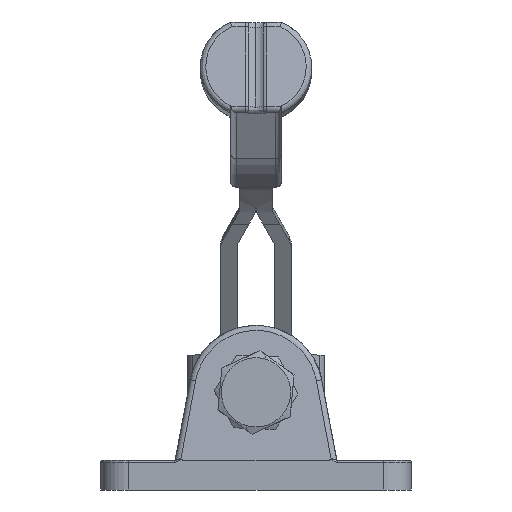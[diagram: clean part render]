
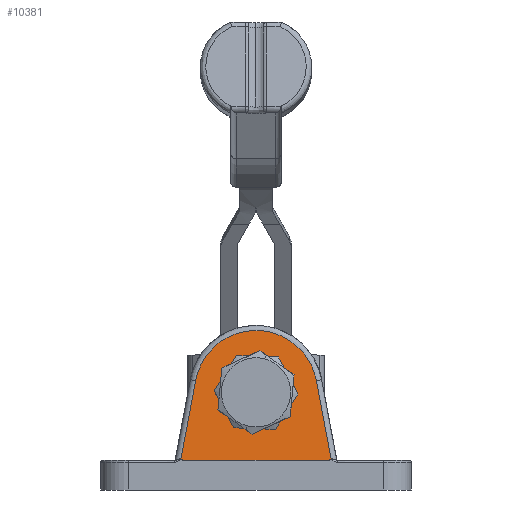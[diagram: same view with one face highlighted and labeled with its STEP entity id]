
A CAD part, left-side view. The second image highlights one B-rep face of the part: STEP entity #10381.
In plain terms, the highlighted planar face has unit normal (-0.996, 0, 0.087).
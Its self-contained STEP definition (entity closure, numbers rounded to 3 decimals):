
#1124 = CARTESIAN_POINT ( 'NONE',  ( 0., 55.6, 5.3 ) ) ;
#1125 = PLANE ( 'NONE',  #66582 ) ;
#1130 = DIRECTION ( 'NONE',  ( 0.996, 0., -0.087 ) ) ;
#1131 = DIRECTION ( 'NONE',  ( -0.087, 0., -0.996 ) ) ;
#2230 = CARTESIAN_POINT ( 'NONE',  ( 0.512, 27.8, 11.15 ) ) ;
#2242 = CARTESIAN_POINT ( 'NONE',  ( 1.623, 27.8, 23.85 ) ) ;
#2279 = CARTESIAN_POINT ( 'NONE',  ( 0.024, 14.353, 5.574 ) ) ;
#2285 = CARTESIAN_POINT ( 'NONE',  ( 1.253, 38.611, 19.617 ) ) ;
#2287 = CARTESIAN_POINT ( 'NONE',  ( 0.024, 41.247, 5.574 ) ) ;
#2298 = CARTESIAN_POINT ( 'NONE',  ( 1.253, 16.989, 19.617 ) ) ;
#2333 = CARTESIAN_POINT ( 'NONE',  ( 0.018, 14.486, 5.504 ) ) ;
#2342 = CARTESIAN_POINT ( 'NONE',  ( 0.001, 14.678, 5.313 ) ) ;
#2344 = CARTESIAN_POINT ( 'NONE',  ( 0.018, 41.114, 5.504 ) ) ;
#2356 = CARTESIAN_POINT ( 'NONE',  ( 0.001, 40.922, 5.313 ) ) ;
#10381 = ADVANCED_FACE ( 'NONE', ( #39099, #39134 ), #1125, .F. ) ;
#24332 = EDGE_LOOP ( 'NONE', ( #43326, #43328, #43331, #43333, #43335, #43337, #43339, #43341 ) ) ;
#26182 = EDGE_CURVE ( 'NONE', #44460, #44462, #45838, .T. ) ;
#26223 = EDGE_CURVE ( 'NONE', #44567, #44539, #52261, .T. ) ;
#26224 = EDGE_CURVE ( 'NONE', #44539, #44563, #45863, .T. ) ;
#26226 = EDGE_CURVE ( 'NONE', #44563, #44550, #52265, .T. ) ;
#26231 = EDGE_CURVE ( 'NONE', #44462, #44460, #45868, .T. ) ;
#26277 = EDGE_CURVE ( 'NONE', #44655, #44668, #45881, .T. ) ;
#26278 = EDGE_CURVE ( 'NONE', #44655, #44550, #45882, .T. ) ;
#26279 = EDGE_CURVE ( 'NONE', #44567, #44674, #45883, .T. ) ;
#26280 = EDGE_CURVE ( 'NONE', #44670, #44674, #45884, .T. ) ;
#26281 = EDGE_CURVE ( 'NONE', #44668, #44670, #52324, .T. ) ;
#39099 = FACE_BOUND ( 'NONE', #51732, .T. ) ;
#39134 = FACE_OUTER_BOUND ( 'NONE', #24332, .T. ) ;
#43322 = ORIENTED_EDGE ( 'NONE', *, *, #26231, .F. ) ;
#43324 = ORIENTED_EDGE ( 'NONE', *, *, #26182, .F. ) ;
#43326 = ORIENTED_EDGE ( 'NONE', *, *, #26277, .F. ) ;
#43328 = ORIENTED_EDGE ( 'NONE', *, *, #26278, .T. ) ;
#43331 = ORIENTED_EDGE ( 'NONE', *, *, #26226, .F. ) ;
#43333 = ORIENTED_EDGE ( 'NONE', *, *, #26224, .F. ) ;
#43335 = ORIENTED_EDGE ( 'NONE', *, *, #26223, .F. ) ;
#43337 = ORIENTED_EDGE ( 'NONE', *, *, #26279, .T. ) ;
#43339 = ORIENTED_EDGE ( 'NONE', *, *, #26280, .F. ) ;
#43341 = ORIENTED_EDGE ( 'NONE', *, *, #26281, .F. ) ;
#44460 = VERTEX_POINT ( 'NONE', #2230 ) ;
#44462 = VERTEX_POINT ( 'NONE', #2242 ) ;
#44539 = VERTEX_POINT ( 'NONE', #2285 ) ;
#44550 = VERTEX_POINT ( 'NONE', #2279 ) ;
#44563 = VERTEX_POINT ( 'NONE', #2298 ) ;
#44567 = VERTEX_POINT ( 'NONE', #2287 ) ;
#44655 = VERTEX_POINT ( 'NONE', #2333 ) ;
#44668 = VERTEX_POINT ( 'NONE', #2342 ) ;
#44670 = VERTEX_POINT ( 'NONE', #2356 ) ;
#44674 = VERTEX_POINT ( 'NONE', #2344 ) ;
#45838 =( BOUNDED_CURVE ( )  B_SPLINE_CURVE ( 3, ( #61624, #61622, #61613, #61626 ),
 .UNSPECIFIED., .F., .F. ) 
 B_SPLINE_CURVE_WITH_KNOTS ( ( 4, 4 ),
 ( 0., 3.142 ),
 .UNSPECIFIED. ) 
 CURVE ( )  GEOMETRIC_REPRESENTATION_ITEM ( )  RATIONAL_B_SPLINE_CURVE ( ( 1., 0.333, 0.333, 1. ) ) 
 REPRESENTATION_ITEM ( '' )  );
#45863 = B_SPLINE_CURVE_WITH_KNOTS ( 'NONE', 3,
 ( #62000, #61984, #62004, #62005, #62006, #62007, #62008, #62009, #62010, #62011, #62012 ),
 .UNSPECIFIED., .F., .F.,
 ( 4, 1, 1, 1, 1, 1, 1, 1, 4 ),
 ( 0., 0.125, 0.25, 0.375, 0.5, 0.625, 0.75, 0.875, 1. ),
 .UNSPECIFIED. ) ;
#45868 =( BOUNDED_CURVE ( )  B_SPLINE_CURVE ( 3, ( #62039, #62038, #62044, #62045 ),
 .UNSPECIFIED., .F., .F. ) 
 B_SPLINE_CURVE_WITH_KNOTS ( ( 4, 4 ),
 ( 3.142, 6.283 ),
 .UNSPECIFIED. ) 
 CURVE ( )  GEOMETRIC_REPRESENTATION_ITEM ( )  RATIONAL_B_SPLINE_CURVE ( ( 1., 0.333, 0.333, 1. ) ) 
 REPRESENTATION_ITEM ( '' )  );
#45881 = B_SPLINE_CURVE_WITH_KNOTS ( 'NONE', 3,
 ( #62181, #62176, #62178, #62183, #62184, #62185, #62186, #62187, #62188, #62189 ),
 .UNSPECIFIED., .F., .F.,
 ( 4, 2, 2, 2, 4 ),
 ( 0., 0., 0., 0., 0. ),
 .UNSPECIFIED. ) ;
#45882 = B_SPLINE_CURVE_WITH_KNOTS ( 'NONE', 3,
 ( #62191, #62177, #62193, #62194 ),
 .UNSPECIFIED., .F., .F.,
 ( 4, 4 ),
 ( 0., 1. ),
 .UNSPECIFIED. ) ;
#45883 = B_SPLINE_CURVE_WITH_KNOTS ( 'NONE', 3,
 ( #62182, #62190, #62197, #62198 ),
 .UNSPECIFIED., .F., .F.,
 ( 4, 4 ),
 ( 0., 1. ),
 .UNSPECIFIED. ) ;
#45884 = B_SPLINE_CURVE_WITH_KNOTS ( 'NONE', 3,
 ( #62192, #62195, #62201, #62202, #62203, #62204, #62205, #62206, #62207, #62208 ),
 .UNSPECIFIED., .F., .F.,
 ( 4, 2, 2, 2, 4 ),
 ( 0., 0., 0., 0., 0. ),
 .UNSPECIFIED. ) ;
#51732 = EDGE_LOOP ( 'NONE', ( #43322, #43324 ) ) ;
#52261 = LINE ( 'NONE', #61986, #52262 ) ;
#52262 = VECTOR ( 'NONE', #61999, 1000. ) ;
#52264 = VECTOR ( 'NONE', #62019, 1000. ) ;
#52265 = LINE ( 'NONE', #62013, #52264 ) ;
#52320 = VECTOR ( 'NONE', #62199, 1000. ) ;
#52324 = LINE ( 'NONE', #62200, #52320 ) ;
#61613 = CARTESIAN_POINT ( 'NONE',  ( 1.623, 15.1, 23.85 ) ) ;
#61622 = CARTESIAN_POINT ( 'NONE',  ( 0.512, 15.1, 11.15 ) ) ;
#61624 = CARTESIAN_POINT ( 'NONE',  ( 0.512, 27.8, 11.15 ) ) ;
#61626 = CARTESIAN_POINT ( 'NONE',  ( 1.623, 27.8, 23.85 ) ) ;
#61984 = CARTESIAN_POINT ( 'NONE',  ( 1.362, 38.377, 20.865 ) ) ;
#61986 = CARTESIAN_POINT ( 'NONE',  ( 0.024, 41.247, 5.574 ) ) ;
#61999 = DIRECTION ( 'NONE',  ( 0.086, -0.184, 0.979 ) ) ;
#62000 = CARTESIAN_POINT ( 'NONE',  ( 1.253, 38.611, 19.617 ) ) ;
#62004 = CARTESIAN_POINT ( 'NONE',  ( 1.573, 37.472, 23.278 ) ) ;
#62005 = CARTESIAN_POINT ( 'NONE',  ( 1.831, 34.966, 26.223 ) ) ;
#62006 = CARTESIAN_POINT ( 'NONE',  ( 1.999, 31.609, 28.143 ) ) ;
#62007 = CARTESIAN_POINT ( 'NONE',  ( 2.057, 27.8, 28.809 ) ) ;
#62008 = CARTESIAN_POINT ( 'NONE',  ( 1.999, 23.991, 28.143 ) ) ;
#62009 = CARTESIAN_POINT ( 'NONE',  ( 1.831, 20.634, 26.223 ) ) ;
#62010 = CARTESIAN_POINT ( 'NONE',  ( 1.573, 18.128, 23.278 ) ) ;
#62011 = CARTESIAN_POINT ( 'NONE',  ( 1.362, 17.223, 20.865 ) ) ;
#62012 = CARTESIAN_POINT ( 'NONE',  ( 1.253, 16.989, 19.617 ) ) ;
#62013 = CARTESIAN_POINT ( 'NONE',  ( 1.253, 16.989, 19.617 ) ) ;
#62019 = DIRECTION ( 'NONE',  ( -0.086, -0.184, -0.979 ) ) ;
#62038 = CARTESIAN_POINT ( 'NONE',  ( 1.623, 40.5, 23.85 ) ) ;
#62039 = CARTESIAN_POINT ( 'NONE',  ( 1.623, 27.8, 23.85 ) ) ;
#62044 = CARTESIAN_POINT ( 'NONE',  ( 0.512, 40.5, 11.15 ) ) ;
#62045 = CARTESIAN_POINT ( 'NONE',  ( 0.512, 27.8, 11.15 ) ) ;
#62176 = CARTESIAN_POINT ( 'NONE',  ( 0.016, 14.528, 5.483 ) ) ;
#62177 = CARTESIAN_POINT ( 'NONE',  ( 0.02, 14.441, 5.528 ) ) ;
#62178 = CARTESIAN_POINT ( 'NONE',  ( 0.014, 14.565, 5.456 ) ) ;
#62181 = CARTESIAN_POINT ( 'NONE',  ( 0.018, 14.486, 5.504 ) ) ;
#62182 = CARTESIAN_POINT ( 'NONE',  ( 0.024, 41.247, 5.574 ) ) ;
#62183 = CARTESIAN_POINT ( 'NONE',  ( 0.01, 14.617, 5.409 ) ) ;
#62184 = CARTESIAN_POINT ( 'NONE',  ( 0.008, 14.633, 5.392 ) ) ;
#62185 = CARTESIAN_POINT ( 'NONE',  ( 0.006, 14.656, 5.365 ) ) ;
#62186 = CARTESIAN_POINT ( 'NONE',  ( 0.005, 14.663, 5.356 ) ) ;
#62187 = CARTESIAN_POINT ( 'NONE',  ( 0.003, 14.675, 5.336 ) ) ;
#62188 = CARTESIAN_POINT ( 'NONE',  ( 0.002, 14.682, 5.324 ) ) ;
#62189 = CARTESIAN_POINT ( 'NONE',  ( 0.001, 14.678, 5.313 ) ) ;
#62190 = CARTESIAN_POINT ( 'NONE',  ( 0.022, 41.203, 5.551 ) ) ;
#62191 = CARTESIAN_POINT ( 'NONE',  ( 0.018, 14.486, 5.504 ) ) ;
#62192 = CARTESIAN_POINT ( 'NONE',  ( 0.001, 40.922, 5.313 ) ) ;
#62193 = CARTESIAN_POINT ( 'NONE',  ( 0.022, 14.397, 5.551 ) ) ;
#62194 = CARTESIAN_POINT ( 'NONE',  ( 0.024, 14.353, 5.574 ) ) ;
#62195 = CARTESIAN_POINT ( 'NONE',  ( 0.002, 40.918, 5.325 ) ) ;
#62197 = CARTESIAN_POINT ( 'NONE',  ( 0.02, 41.159, 5.528 ) ) ;
#62198 = CARTESIAN_POINT ( 'NONE',  ( 0.018, 41.114, 5.504 ) ) ;
#62199 = DIRECTION ( 'NONE',  ( 0., 1., 0. ) ) ;
#62200 = CARTESIAN_POINT ( 'NONE',  ( 0.001, 55.6, 5.313 ) ) ;
#62201 = CARTESIAN_POINT ( 'NONE',  ( 0.003, 40.925, 5.336 ) ) ;
#62202 = CARTESIAN_POINT ( 'NONE',  ( 0.005, 40.937, 5.356 ) ) ;
#62203 = CARTESIAN_POINT ( 'NONE',  ( 0.006, 40.945, 5.365 ) ) ;
#62204 = CARTESIAN_POINT ( 'NONE',  ( 0.008, 40.967, 5.392 ) ) ;
#62205 = CARTESIAN_POINT ( 'NONE',  ( 0.01, 40.983, 5.409 ) ) ;
#62206 = CARTESIAN_POINT ( 'NONE',  ( 0.014, 41.035, 5.455 ) ) ;
#62207 = CARTESIAN_POINT ( 'NONE',  ( 0.016, 41.072, 5.483 ) ) ;
#62208 = CARTESIAN_POINT ( 'NONE',  ( 0.018, 41.114, 5.504 ) ) ;
#66582 = AXIS2_PLACEMENT_3D ( 'NONE', #1124, #1130, #1131 ) ;
